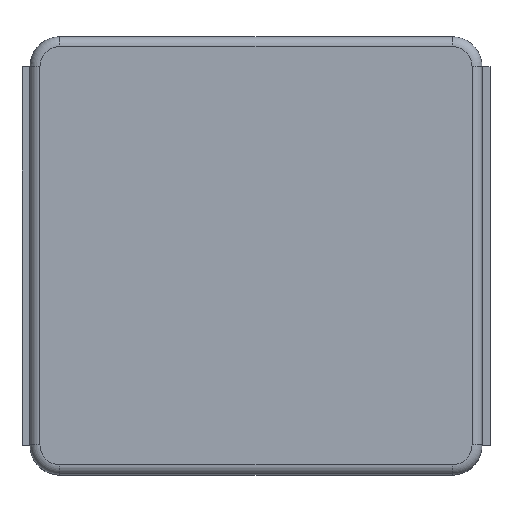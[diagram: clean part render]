
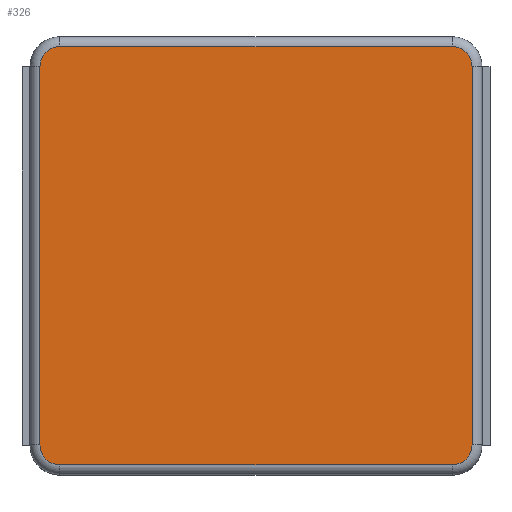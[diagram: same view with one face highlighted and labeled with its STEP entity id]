
A CAD part, top view. The second image highlights one B-rep face of the part: STEP entity #326.
In plain terms, the highlighted planar face has unit normal (0, 0, 1).
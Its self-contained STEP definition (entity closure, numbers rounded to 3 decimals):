
#34=VECTOR('',#35,1.);
#35=DIRECTION('',(1.,0.,0.));
#48=DIRECTION('',(0.,1.,0.));
#60=DIRECTION('',(0.,0.,-1.));
#61=DIRECTION('',(-1.,0.,0.));
#107=VERTEX_POINT('',#108);
#108=CARTESIAN_POINT('',(-9.85,10.5,12.6));
#116=VERTEX_POINT('',#117);
#117=CARTESIAN_POINT('',(9.85,10.5,12.6));
#122=EDGE_CURVE('',#107,#116,#123,.T.);
#123=LINE('',#108,#34);
#176=VERTEX_POINT('',#177);
#177=CARTESIAN_POINT('',(-10.85,9.5,12.6));
#181=DIRECTION('',(0.,-1.,0.));
#182=ORIENTED_EDGE('',*,*,#183,.T.);
#183=EDGE_CURVE('',#176,#107,#184,.T.);
#184=CIRCLE('',#185,1.);
#185=AXIS2_PLACEMENT_3D('',#186,#60,#61);
#186=CARTESIAN_POINT('',(-9.85,9.5,12.6));
#237=VECTOR('',#181,1.);
#247=VECTOR('',#48,1.);
#280=VECTOR('',#61,1.);
#314=DIRECTION('',(0.,0.,-1.));
#326=ADVANCED_FACE('',(#327),#364,.F.);
#327=FACE_BOUND('',#328,.F.);
#328=EDGE_LOOP('',(#329,#336,#343,#182,#346,#347,#354,#359));
#329=ORIENTED_EDGE('',*,*,#330,.T.);
#330=EDGE_CURVE('',#331,#333,#335,.T.);
#331=VERTEX_POINT('',#332);
#332=CARTESIAN_POINT('',(9.85,-10.5,12.6));
#333=VERTEX_POINT('',#334);
#334=CARTESIAN_POINT('',(-9.85,-10.5,12.6));
#335=LINE('',#332,#280);
#336=ORIENTED_EDGE('',*,*,#337,.T.);
#337=EDGE_CURVE('',#333,#338,#340,.T.);
#338=VERTEX_POINT('',#339);
#339=CARTESIAN_POINT('',(-10.85,-9.5,12.6));
#340=CIRCLE('',#341,1.);
#341=AXIS2_PLACEMENT_3D('',#342,#60,#181);
#342=CARTESIAN_POINT('',(-9.85,-9.5,12.6));
#343=ORIENTED_EDGE('',*,*,#344,.T.);
#344=EDGE_CURVE('',#338,#176,#345,.T.);
#345=LINE('',#339,#247);
#346=ORIENTED_EDGE('',*,*,#122,.T.);
#347=ORIENTED_EDGE('',*,*,#348,.T.);
#348=EDGE_CURVE('',#116,#349,#351,.T.);
#349=VERTEX_POINT('',#350);
#350=CARTESIAN_POINT('',(10.85,9.5,12.6));
#351=CIRCLE('',#352,1.);
#352=AXIS2_PLACEMENT_3D('',#353,#60,#48);
#353=CARTESIAN_POINT('',(9.85,9.5,12.6));
#354=ORIENTED_EDGE('',*,*,#355,.T.);
#355=EDGE_CURVE('',#349,#356,#358,.T.);
#356=VERTEX_POINT('',#357);
#357=CARTESIAN_POINT('',(10.85,-9.5,12.6));
#358=LINE('',#350,#237);
#359=ORIENTED_EDGE('',*,*,#360,.T.);
#360=EDGE_CURVE('',#356,#331,#361,.T.);
#361=CIRCLE('',#362,1.);
#362=AXIS2_PLACEMENT_3D('',#363,#60,#35);
#363=CARTESIAN_POINT('',(9.85,-9.5,12.6));
#364=PLANE('',#365);
#365=AXIS2_PLACEMENT_3D('',#366,#314,#61);
#366=CARTESIAN_POINT('',(0.,0.,12.6));
